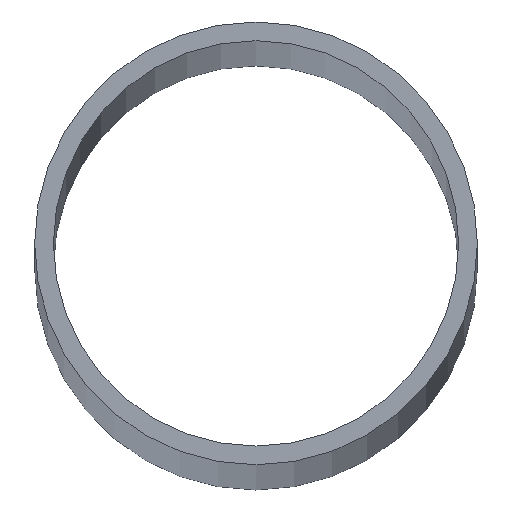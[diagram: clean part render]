
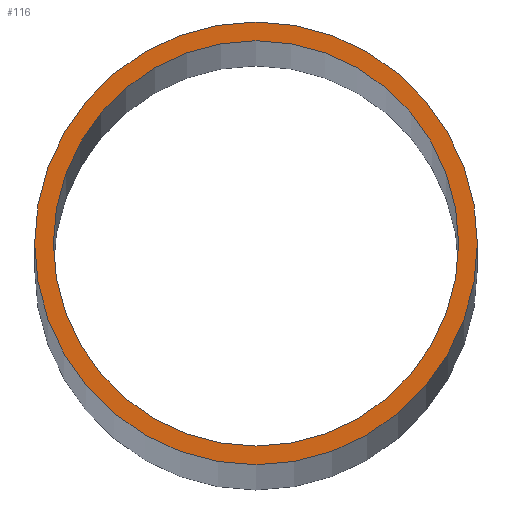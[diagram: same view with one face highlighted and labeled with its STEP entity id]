
A CAD part, top view. The second image highlights one B-rep face of the part: STEP entity #116.
In plain terms, the highlighted planar face has unit normal (0, 0, 1).
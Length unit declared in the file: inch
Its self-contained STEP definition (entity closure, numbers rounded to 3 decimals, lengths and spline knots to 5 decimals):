
#5 = DIRECTION ( 'NONE',  ( 0., 0., 1. ) ) ;
#8 = CARTESIAN_POINT ( 'NONE',  ( 3.03, 0., 216. ) ) ;
#26 = AXIS2_PLACEMENT_3D ( 'NONE', #225, #5, #173 ) ;
#27 = DIRECTION ( 'NONE',  ( 0., 0., 1. ) ) ;
#29 = DIRECTION ( 'NONE',  ( 0., 0., 1. ) ) ;
#30 = CARTESIAN_POINT ( 'NONE',  ( 0., 0., 216. ) ) ;
#36 = CIRCLE ( 'NONE', #93, 3.31 ) ;
#39 = CIRCLE ( 'NONE', #139, 3.03 ) ;
#48 = CARTESIAN_POINT ( 'NONE',  ( -3.03, 0., 216. ) ) ;
#49 = DIRECTION ( 'NONE',  ( 1., 0., 0. ) ) ;
#50 = DIRECTION ( 'NONE',  ( 1., 0., 0. ) ) ;
#63 = EDGE_LOOP ( 'NONE', ( #216, #134 ) ) ;
#67 = FACE_OUTER_BOUND ( 'NONE', #63, .T. ) ;
#70 = FACE_BOUND ( 'NONE', #221, .T. ) ;
#72 = DIRECTION ( 'NONE',  ( 0., 0., 1. ) ) ;
#79 = AXIS2_PLACEMENT_3D ( 'NONE', #176, #72, #50 ) ;
#80 = VERTEX_POINT ( 'NONE', #94 ) ;
#82 = VERTEX_POINT ( 'NONE', #8 ) ;
#93 = AXIS2_PLACEMENT_3D ( 'NONE', #209, #27, #95 ) ;
#94 = CARTESIAN_POINT ( 'NONE',  ( -3.31, 0., 216. ) ) ;
#95 = DIRECTION ( 'NONE',  ( 1., 0., 0. ) ) ;
#96 = EDGE_CURVE ( 'NONE', #80, #250, #206, .T. ) ;
#104 = CARTESIAN_POINT ( 'NONE',  ( 3.31, 0., 216. ) ) ;
#116 = ADVANCED_FACE ( 'NONE', ( #67, #70 ), #192, .T. ) ;
#128 = EDGE_CURVE ( 'NONE', #153, #82, #182, .T. ) ;
#134 = ORIENTED_EDGE ( 'NONE', *, *, #194, .T. ) ;
#135 = DIRECTION ( 'NONE',  ( 1., 0., 0. ) ) ;
#139 = AXIS2_PLACEMENT_3D ( 'NONE', #175, #244, #49 ) ;
#153 = VERTEX_POINT ( 'NONE', #48 ) ;
#173 = DIRECTION ( 'NONE',  ( 1., 0., 0. ) ) ;
#175 = CARTESIAN_POINT ( 'NONE',  ( 0., 0., 216. ) ) ;
#176 = CARTESIAN_POINT ( 'NONE',  ( 0., 0., 216. ) ) ;
#182 = CIRCLE ( 'NONE', #26, 3.03 ) ;
#187 = ORIENTED_EDGE ( 'NONE', *, *, #128, .F. ) ;
#188 = EDGE_CURVE ( 'NONE', #82, #153, #39, .T. ) ;
#192 = PLANE ( 'NONE',  #224 ) ;
#194 = EDGE_CURVE ( 'NONE', #250, #80, #36, .T. ) ;
#206 = CIRCLE ( 'NONE', #79, 3.31 ) ;
#209 = CARTESIAN_POINT ( 'NONE',  ( 0., 0., 216. ) ) ;
#216 = ORIENTED_EDGE ( 'NONE', *, *, #96, .T. ) ;
#221 = EDGE_LOOP ( 'NONE', ( #187, #239 ) ) ;
#224 = AXIS2_PLACEMENT_3D ( 'NONE', #30, #29, #135 ) ;
#225 = CARTESIAN_POINT ( 'NONE',  ( 0., 0., 216. ) ) ;
#239 = ORIENTED_EDGE ( 'NONE', *, *, #188, .F. ) ;
#244 = DIRECTION ( 'NONE',  ( 0., 0., 1. ) ) ;
#250 = VERTEX_POINT ( 'NONE', #104 ) ;
